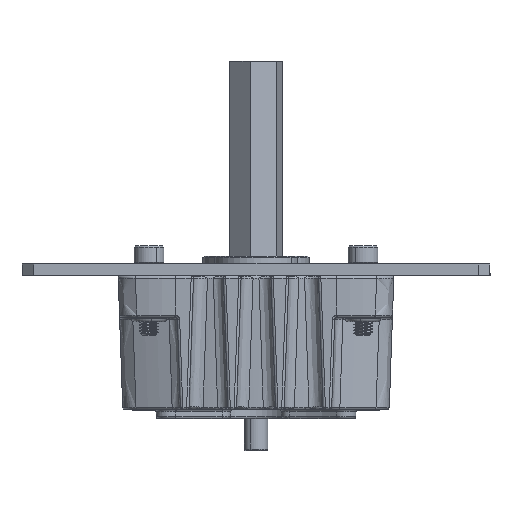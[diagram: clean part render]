
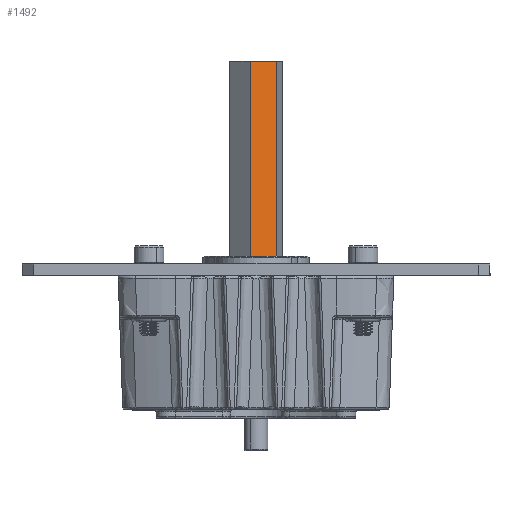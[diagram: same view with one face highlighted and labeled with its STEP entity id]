
A CAD part, left-side view. The second image highlights one B-rep face of the part: STEP entity #1492.
In plain terms, the highlighted face is planar.
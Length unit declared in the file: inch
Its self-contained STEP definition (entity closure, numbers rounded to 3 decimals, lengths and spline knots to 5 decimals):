
#1492 = ADVANCED_FACE ( 'NONE', ( #26991 ), #21445, .F. ) ;
#2444 = DIRECTION ( 'NONE',  ( -1., 0., 0. ) ) ;
#5741 = LINE ( 'NONE', #68081, #31085 ) ;
#7665 = CARTESIAN_POINT ( 'NONE',  ( 3.5995, 0.25, -0.14434 ) ) ;
#8015 = LINE ( 'NONE', #7665, #55992 ) ;
#9662 = LINE ( 'NONE', #16348, #52334 ) ;
#10054 = CARTESIAN_POINT ( 'NONE',  ( 0.805, 0.25, -0.14434 ) ) ;
#15154 = EDGE_LOOP ( 'NONE', ( #28306, #40332, #21930, #29945 ) ) ;
#16348 = CARTESIAN_POINT ( 'NONE',  ( 3.5995, 0.25, -0.14434 ) ) ;
#17648 = DIRECTION ( 'NONE',  ( -1., 0., 0. ) ) ;
#21445 = PLANE ( 'NONE',  #56843 ) ;
#21930 = ORIENTED_EDGE ( 'NONE', *, *, #41415, .F. ) ;
#26991 = FACE_OUTER_BOUND ( 'NONE', #15154, .T. ) ;
#28306 = ORIENTED_EDGE ( 'NONE', *, *, #72862, .T. ) ;
#29945 = ORIENTED_EDGE ( 'NONE', *, *, #52089, .T. ) ;
#31085 = VECTOR ( 'NONE', #17648, 39.37008 ) ;
#31624 = CARTESIAN_POINT ( 'NONE',  ( 0.805, 0.25, 0.14434 ) ) ;
#32303 = DIRECTION ( 'NONE',  ( 0., 0., 1. ) ) ;
#33661 = CARTESIAN_POINT ( 'NONE',  ( 3.5995, 0.25, -0.14434 ) ) ;
#38505 = DIRECTION ( 'NONE',  ( 0., 0., -1. ) ) ;
#40332 = ORIENTED_EDGE ( 'NONE', *, *, #52253, .F. ) ;
#41154 = VERTEX_POINT ( 'NONE', #43249 ) ;
#41415 = EDGE_CURVE ( 'NONE', #49447, #59821, #9662, .T. ) ;
#43249 = CARTESIAN_POINT ( 'NONE',  ( 0.805, 0.25, -0.14434 ) ) ;
#43494 = CARTESIAN_POINT ( 'NONE',  ( 3.5995, 0.25, -0.14434 ) ) ;
#49341 = CARTESIAN_POINT ( 'NONE',  ( 3.5995, 0.25, 0.14434 ) ) ;
#49447 = VERTEX_POINT ( 'NONE', #43494 ) ;
#52089 = EDGE_CURVE ( 'NONE', #49447, #41154, #8015, .T. ) ;
#52253 = EDGE_CURVE ( 'NONE', #59821, #57237, #5741, .T. ) ;
#52334 = VECTOR ( 'NONE', #32303, 39.37008 ) ;
#55992 = VECTOR ( 'NONE', #2444, 39.37008 ) ;
#56843 = AXIS2_PLACEMENT_3D ( 'NONE', #33661, #66675, #38505 ) ;
#57237 = VERTEX_POINT ( 'NONE', #31624 ) ;
#59821 = VERTEX_POINT ( 'NONE', #49341 ) ;
#60881 = DIRECTION ( 'NONE',  ( 0., 0., 1. ) ) ;
#63854 = VECTOR ( 'NONE', #60881, 39.37008 ) ;
#66045 = LINE ( 'NONE', #10054, #63854 ) ;
#66675 = DIRECTION ( 'NONE',  ( 0., -1., 0. ) ) ;
#68081 = CARTESIAN_POINT ( 'NONE',  ( 3.5995, 0.25, 0.14434 ) ) ;
#72862 = EDGE_CURVE ( 'NONE', #41154, #57237, #66045, .T. ) ;
